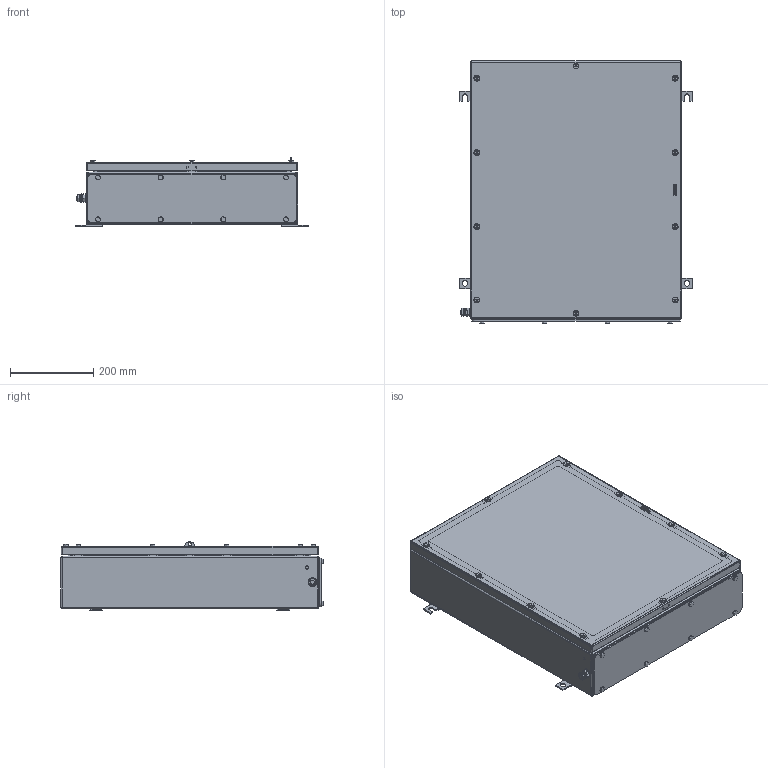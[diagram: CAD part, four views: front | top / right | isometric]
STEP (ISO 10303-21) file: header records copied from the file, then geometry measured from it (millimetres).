
FILE_DESCRIPTION(('CATIA V5 STEP Exchange','CAx-IF Rec.Pracs.--- Model Styling and Organization---1.4--- 2014-01-23'),'2;1');
FILE_NAME ('1523466-3_1_8000108856_8000108856_KTB_MH_625015_S4E1_LD.stp','2023-10-09T06:50:34+00:00',('none'),('Weidmueller'),'CATIA Version 5-6 Release 2016 SP3 HF44','CATIA V5 STEP AP214','none');
FILE_SCHEMA(('AUTOMOTIVE_DESIGN { 1 0 10303 214 1 1 1 1 }'));
Products named in the file (1): 8000108856 KTB MH 625015 S4E1
Bounding box: 559 x 631 x 165 mm (x, y, z)
Volume: 1957961.8 mm3; surface area: 2358527.7 mm2
Topology: 45 solids, 46 shells, 1899 faces, 4814 edges, 3089 vertices
Faces by surface type: plane 1044, cylinder 685, cone 126, bspline 20, torus 16, sphere 8
Entity records: 62121 total; most frequent: CARTESIAN_POINT 17565, ORIENTED_EDGE 9512, DIRECTION 7977, EDGE_CURVE 4756, VECTOR 3156, LINE 3156, VERTEX_POINT 3089, AXIS2_PLACEMENT_3D 2950
